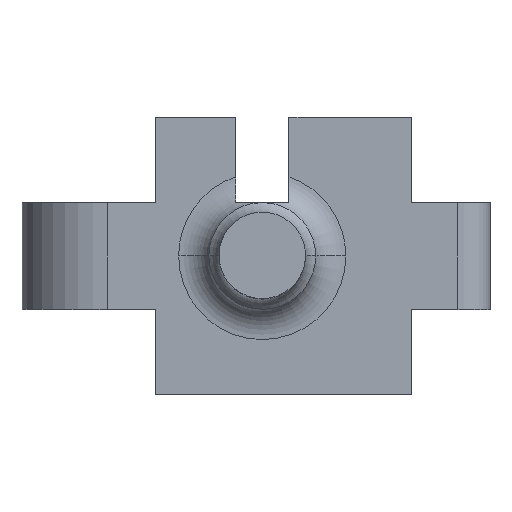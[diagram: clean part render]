
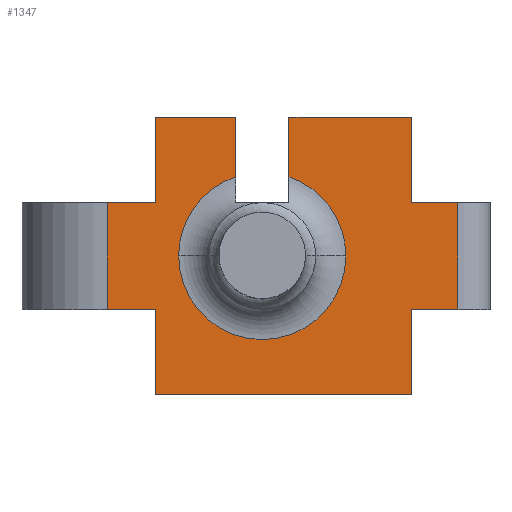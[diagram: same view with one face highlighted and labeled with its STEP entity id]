
A CAD part, top view. The second image highlights one B-rep face of the part: STEP entity #1347.
In plain terms, the highlighted planar face has unit normal (0, 0, 1).
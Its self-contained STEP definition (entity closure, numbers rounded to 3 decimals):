
#18 = CARTESIAN_POINT ( 'NONE',  ( 39.663, -20.252, 14. ) ) ;
#29 = LINE ( 'NONE', #1616, #1931 ) ;
#49 = CARTESIAN_POINT ( 'NONE',  ( 29.162, -25.252, 14. ) ) ;
#64 = EDGE_CURVE ( 'NONE', #1567, #1010, #1187, .T. ) ;
#68 = AXIS2_PLACEMENT_3D ( 'NONE', #802, #1253, #2226 ) ;
#84 = ORIENTED_EDGE ( 'NONE', *, *, #1196, .T. ) ;
#87 = CARTESIAN_POINT ( 'NONE',  ( 35.334, -38.237, 14. ) ) ;
#105 = CARTESIAN_POINT ( 'NONE',  ( 39.663, -30.252, 14. ) ) ;
#125 = EDGE_CURVE ( 'NONE', #778, #1445, #29, .T. ) ;
#128 = PLANE ( 'NONE',  #163 ) ;
#163 = AXIS2_PLACEMENT_3D ( 'NONE', #2138, #2350, #314 ) ;
#185 = CARTESIAN_POINT ( 'NONE',  ( 13.505, -25.252, 14. ) ) ;
#210 = DIRECTION ( 'NONE',  ( 0., -1., 0. ) ) ;
#214 = DIRECTION ( 'NONE',  ( 0., 0., -1. ) ) ;
#234 = DIRECTION ( 'NONE',  ( 0., 1., 0. ) ) ;
#240 = DIRECTION ( 'NONE',  ( 0., 1., 0. ) ) ;
#268 = DIRECTION ( 'NONE',  ( -1., 0., 0. ) ) ;
#289 = EDGE_CURVE ( 'NONE', #1671, #1309, #1506, .T. ) ;
#298 = ORIENTED_EDGE ( 'NONE', *, *, #1560, .T. ) ;
#314 = DIRECTION ( 'NONE',  ( -1., 0., 0. ) ) ;
#340 = VERTEX_POINT ( 'NONE', #1145 ) ;
#349 = CARTESIAN_POINT ( 'NONE',  ( 23.834, -17.833, 14. ) ) ;
#399 = CARTESIAN_POINT ( 'NONE',  ( 18.834, -17.833, 14. ) ) ;
#407 = CARTESIAN_POINT ( 'NONE',  ( 11.334, -26.752, 14. ) ) ;
#425 = CARTESIAN_POINT ( 'NONE',  ( 21.334, -25.252, 14. ) ) ;
#434 = EDGE_CURVE ( 'NONE', #825, #2133, #876, .T. ) ;
#447 = DIRECTION ( 'NONE',  ( 0., -1., 0. ) ) ;
#461 = VECTOR ( 'NONE', #1503, 1000. ) ;
#518 = CIRCLE ( 'NONE', #1958, 7.828 ) ;
#537 = EDGE_LOOP ( 'NONE', ( #2166, #555, #2190, #1896, #1032, #1270, #937, #2112, #298, #567, #2455, #898, #1071, #84, #1516, #1982, #2308, #807 ) ) ;
#540 = VERTEX_POINT ( 'NONE', #1762 ) ;
#548 = VECTOR ( 'NONE', #791, 1000. ) ;
#554 = EDGE_CURVE ( 'NONE', #912, #1763, #1619, .T. ) ;
#555 = ORIENTED_EDGE ( 'NONE', *, *, #618, .T. ) ;
#557 = EDGE_CURVE ( 'NONE', #1643, #564, #2425, .T. ) ;
#564 = VERTEX_POINT ( 'NONE', #18 ) ;
#567 = ORIENTED_EDGE ( 'NONE', *, *, #1993, .T. ) ;
#618 = EDGE_CURVE ( 'NONE', #1671, #1567, #518, .T. ) ;
#636 = DIRECTION ( 'NONE',  ( 0., 1., 0. ) ) ;
#671 = VERTEX_POINT ( 'NONE', #855 ) ;
#737 = CARTESIAN_POINT ( 'NONE',  ( 35.334, -38.237, 14. ) ) ;
#778 = VERTEX_POINT ( 'NONE', #2254 ) ;
#781 = CARTESIAN_POINT ( 'NONE',  ( 35.334, -12.262, 14. ) ) ;
#785 = EDGE_CURVE ( 'NONE', #564, #778, #1256, .T. ) ;
#791 = DIRECTION ( 'NONE',  ( -1., 0., 0. ) ) ;
#793 = CARTESIAN_POINT ( 'NONE',  ( 39.663, 0., 14. ) ) ;
#802 = CARTESIAN_POINT ( 'NONE',  ( 21.334, -25.252, 14. ) ) ;
#807 = ORIENTED_EDGE ( 'NONE', *, *, #1371, .T. ) ;
#824 = LINE ( 'NONE', #1582, #2023 ) ;
#825 = VERTEX_POINT ( 'NONE', #737 ) ;
#855 = CARTESIAN_POINT ( 'NONE',  ( 11.334, -12.262, 14. ) ) ;
#876 = LINE ( 'NONE', #87, #1390 ) ;
#898 = ORIENTED_EDGE ( 'NONE', *, *, #1318, .T. ) ;
#906 = DIRECTION ( 'NONE',  ( 1., 0., 0. ) ) ;
#912 = VERTEX_POINT ( 'NONE', #1106 ) ;
#918 = LINE ( 'NONE', #1710, #1530 ) ;
#921 = EDGE_CURVE ( 'NONE', #1010, #1794, #1882, .T. ) ;
#937 = ORIENTED_EDGE ( 'NONE', *, *, #1460, .T. ) ;
#963 = VECTOR ( 'NONE', #636, 1000. ) ;
#994 = DIRECTION ( 'NONE',  ( 1., 0., 0. ) ) ;
#1010 = VERTEX_POINT ( 'NONE', #185 ) ;
#1012 = DIRECTION ( 'NONE',  ( 0., 0., -1. ) ) ;
#1015 = LINE ( 'NONE', #2553, #548 ) ;
#1032 = ORIENTED_EDGE ( 'NONE', *, *, #1142, .T. ) ;
#1045 = EDGE_CURVE ( 'NONE', #2286, #2186, #2181, .T. ) ;
#1071 = ORIENTED_EDGE ( 'NONE', *, *, #434, .T. ) ;
#1097 = VECTOR ( 'NONE', #2447, 1000. ) ;
#1103 = CARTESIAN_POINT ( 'NONE',  ( 11.334, -12.262, 14. ) ) ;
#1106 = CARTESIAN_POINT ( 'NONE',  ( 11.334, -20.252, 14. ) ) ;
#1120 = VECTOR ( 'NONE', #994, 1000. ) ;
#1125 = CARTESIAN_POINT ( 'NONE',  ( 35.334, -30.252, 14. ) ) ;
#1142 = EDGE_CURVE ( 'NONE', #1794, #340, #2037, .T. ) ;
#1145 = CARTESIAN_POINT ( 'NONE',  ( 18.834, -12.262, 14. ) ) ;
#1177 = AXIS2_PLACEMENT_3D ( 'NONE', #1957, #1012, #2152 ) ;
#1187 = CIRCLE ( 'NONE', #68, 7.828 ) ;
#1196 = EDGE_CURVE ( 'NONE', #2133, #1643, #2393, .T. ) ;
#1253 = DIRECTION ( 'NONE',  ( 0., 0., -1. ) ) ;
#1256 = LINE ( 'NONE', #1269, #2301 ) ;
#1269 = CARTESIAN_POINT ( 'NONE',  ( 42.663, -20.252, 14. ) ) ;
#1270 = ORIENTED_EDGE ( 'NONE', *, *, #2452, .T. ) ;
#1309 = VERTEX_POINT ( 'NONE', #2327 ) ;
#1314 = CARTESIAN_POINT ( 'NONE',  ( 23.834, -11.579, 14. ) ) ;
#1318 = EDGE_CURVE ( 'NONE', #2186, #825, #918, .T. ) ;
#1347 = ADVANCED_FACE ( 'NONE', ( #2536 ), #128, .F. ) ;
#1371 = EDGE_CURVE ( 'NONE', #1445, #1309, #1547, .T. ) ;
#1380 = VECTOR ( 'NONE', #210, 1000. ) ;
#1382 = LINE ( 'NONE', #1977, #1120 ) ;
#1390 = VECTOR ( 'NONE', #1821, 1000. ) ;
#1423 = VECTOR ( 'NONE', #1793, 1000. ) ;
#1439 = CARTESIAN_POINT ( 'NONE',  ( 18.834, 0., 14. ) ) ;
#1445 = VERTEX_POINT ( 'NONE', #781 ) ;
#1460 = EDGE_CURVE ( 'NONE', #671, #912, #824, .T. ) ;
#1472 = CARTESIAN_POINT ( 'NONE',  ( 11.334, -38.237, 14. ) ) ;
#1487 = VECTOR ( 'NONE', #447, 1000. ) ;
#1503 = DIRECTION ( 'NONE',  ( -1., 0., 0. ) ) ;
#1506 = LINE ( 'NONE', #1314, #1642 ) ;
#1516 = ORIENTED_EDGE ( 'NONE', *, *, #557, .T. ) ;
#1530 = VECTOR ( 'NONE', #906, 1000. ) ;
#1547 = LINE ( 'NONE', #1103, #461 ) ;
#1554 = VECTOR ( 'NONE', #2150, 1000. ) ;
#1560 = EDGE_CURVE ( 'NONE', #1763, #540, #1864, .T. ) ;
#1567 = VERTEX_POINT ( 'NONE', #49 ) ;
#1582 = CARTESIAN_POINT ( 'NONE',  ( 11.334, -12.262, 14. ) ) ;
#1594 = CARTESIAN_POINT ( 'NONE',  ( 6.834, -20.252, 14. ) ) ;
#1616 = CARTESIAN_POINT ( 'NONE',  ( 35.334, -12.262, 14. ) ) ;
#1619 = LINE ( 'NONE', #1805, #1423 ) ;
#1642 = VECTOR ( 'NONE', #234, 1000. ) ;
#1643 = VERTEX_POINT ( 'NONE', #105 ) ;
#1671 = VERTEX_POINT ( 'NONE', #349 ) ;
#1710 = CARTESIAN_POINT ( 'NONE',  ( 11.334, -38.237, 14. ) ) ;
#1762 = CARTESIAN_POINT ( 'NONE',  ( 6.834, -30.252, 14. ) ) ;
#1763 = VERTEX_POINT ( 'NONE', #1594 ) ;
#1793 = DIRECTION ( 'NONE',  ( -1., 0., 0. ) ) ;
#1794 = VERTEX_POINT ( 'NONE', #399 ) ;
#1805 = CARTESIAN_POINT ( 'NONE',  ( 6.834, -20.252, 14. ) ) ;
#1816 = DIRECTION ( 'NONE',  ( -1., 0., 0. ) ) ;
#1821 = DIRECTION ( 'NONE',  ( 0., 1., 0. ) ) ;
#1864 = LINE ( 'NONE', #2034, #1487 ) ;
#1882 = CIRCLE ( 'NONE', #1177, 7.828 ) ;
#1896 = ORIENTED_EDGE ( 'NONE', *, *, #921, .T. ) ;
#1931 = VECTOR ( 'NONE', #240, 1000. ) ;
#1957 = CARTESIAN_POINT ( 'NONE',  ( 21.334, -25.252, 14. ) ) ;
#1958 = AXIS2_PLACEMENT_3D ( 'NONE', #425, #214, #1816 ) ;
#1977 = CARTESIAN_POINT ( 'NONE',  ( -1.166, -30.252, 14. ) ) ;
#1982 = ORIENTED_EDGE ( 'NONE', *, *, #785, .T. ) ;
#1993 = EDGE_CURVE ( 'NONE', #540, #2286, #1382, .T. ) ;
#2023 = VECTOR ( 'NONE', #2149, 1000. ) ;
#2034 = CARTESIAN_POINT ( 'NONE',  ( 6.834, 0., 14. ) ) ;
#2037 = LINE ( 'NONE', #1439, #1097 ) ;
#2112 = ORIENTED_EDGE ( 'NONE', *, *, #554, .T. ) ;
#2122 = CARTESIAN_POINT ( 'NONE',  ( 11.334, -30.252, 14. ) ) ;
#2133 = VERTEX_POINT ( 'NONE', #1125 ) ;
#2138 = CARTESIAN_POINT ( 'NONE',  ( 0., 0., 14. ) ) ;
#2149 = DIRECTION ( 'NONE',  ( 0., -1., 0. ) ) ;
#2150 = DIRECTION ( 'NONE',  ( 1., 0., 0. ) ) ;
#2152 = DIRECTION ( 'NONE',  ( -1., 0., 0. ) ) ;
#2166 = ORIENTED_EDGE ( 'NONE', *, *, #289, .F. ) ;
#2181 = LINE ( 'NONE', #407, #1380 ) ;
#2186 = VERTEX_POINT ( 'NONE', #1472 ) ;
#2190 = ORIENTED_EDGE ( 'NONE', *, *, #64, .T. ) ;
#2226 = DIRECTION ( 'NONE',  ( -1., 0., 0. ) ) ;
#2254 = CARTESIAN_POINT ( 'NONE',  ( 35.334, -20.252, 14. ) ) ;
#2286 = VERTEX_POINT ( 'NONE', #2122 ) ;
#2301 = VECTOR ( 'NONE', #268, 1000. ) ;
#2308 = ORIENTED_EDGE ( 'NONE', *, *, #125, .T. ) ;
#2327 = CARTESIAN_POINT ( 'NONE',  ( 23.834, -12.262, 14. ) ) ;
#2350 = DIRECTION ( 'NONE',  ( 0., 0., -1. ) ) ;
#2352 = CARTESIAN_POINT ( 'NONE',  ( 35.834, -30.252, 14. ) ) ;
#2393 = LINE ( 'NONE', #2352, #1554 ) ;
#2425 = LINE ( 'NONE', #793, #963 ) ;
#2447 = DIRECTION ( 'NONE',  ( 0., 1., 0. ) ) ;
#2452 = EDGE_CURVE ( 'NONE', #340, #671, #1015, .T. ) ;
#2455 = ORIENTED_EDGE ( 'NONE', *, *, #1045, .T. ) ;
#2536 = FACE_OUTER_BOUND ( 'NONE', #537, .T. ) ;
#2553 = CARTESIAN_POINT ( 'NONE',  ( 11.334, -12.262, 14. ) ) ;
